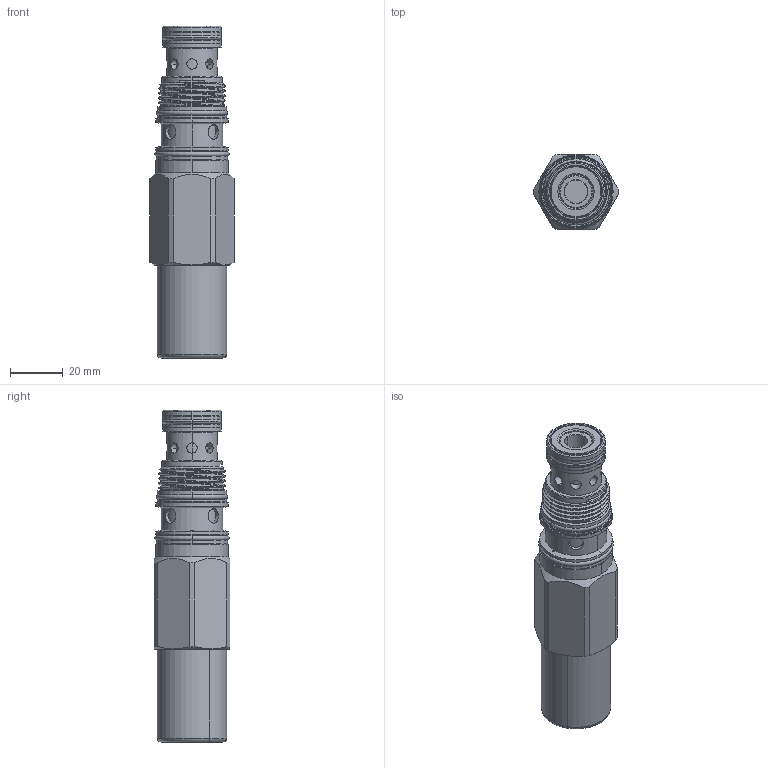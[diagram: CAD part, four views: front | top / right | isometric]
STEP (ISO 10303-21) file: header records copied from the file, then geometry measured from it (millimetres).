
FILE_DESCRIPTION (( 'STEP AP203' ), '1' );
FILE_NAME ('PD2A30-C.STEP', '2020-03-23T03:07:33', ( '' ), ( '' ), 'SwSTEP 2.0', 'SolidWorks 2018', '' );
FILE_SCHEMA (( 'CONFIG_CONTROL_DESIGN' ));
Length unit declared in the file: millimetre
Products named in the file (1): PD2A30-C
Bounding box: 31.79 x 28.57 x 125.32 mm (x, y, z)
Volume: 57246.5 mm3; surface area: 22219.5 mm2
Topology: 7 solids, 15 shells, 394 faces, 900 edges, 563 vertices
Faces by surface type: cylinder 208, plane 80, torus 50, cone 50, bspline 6
Entity records: 16926 total; most frequent: CARTESIAN_POINT 8097, DIRECTION 1885, ORIENTED_EDGE 1796, EDGE_CURVE 898, AXIS2_PLACEMENT_3D 801, VERTEX_POINT 563, EDGE_LOOP 449, CIRCLE 412
